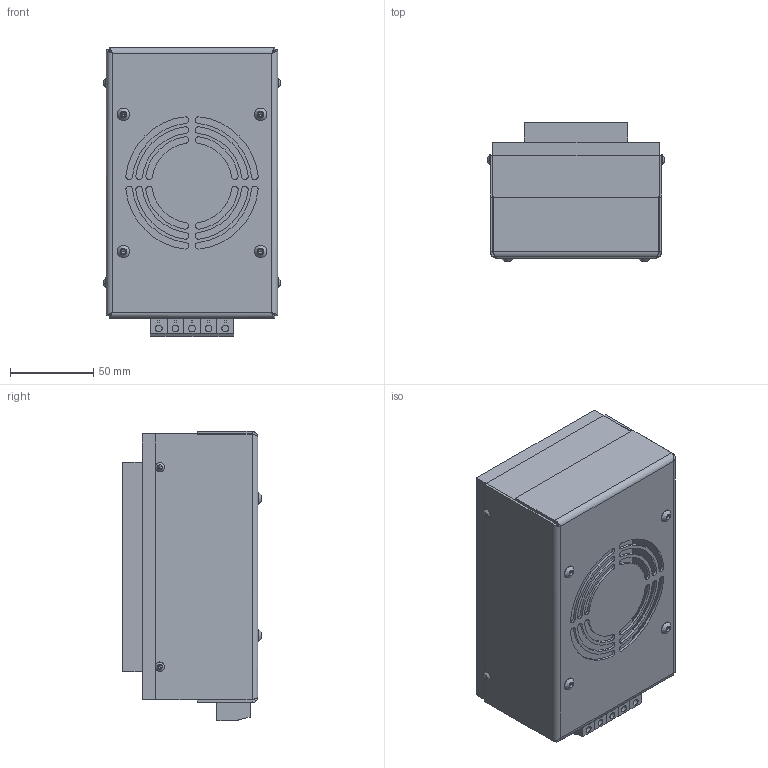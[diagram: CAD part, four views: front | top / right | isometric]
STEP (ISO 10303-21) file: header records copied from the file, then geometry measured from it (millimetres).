
FILE_DESCRIPTION (( 'STEP AP214' ), '1' );
FILE_NAME ('Kühlaggregat 70W_S2AH.STEP', '2016-11-15T15:17:02', ( '' ), ( '' ), 'SwSTEP 2.0', 'SolidWorks 2016', '' );
FILE_SCHEMA (( 'AUTOMOTIVE_DESIGN' ));
Length unit declared in the file: millimetre
Products named in the file (8): Surfaceplate_Hüllkurve; SK508_160_Hüllkurve; Haube_HS; Isolation_R_Hüllkurve; Flachkopfschraube mit ISK-ISO 7380 M3x8_Hüllkurve; Kühlaggregat 70W_S2AH; Anschlussklemme; ISO7380_M4x35-A2_Linsenkopfschraube_Hüllkurve
Assembly tree (17 placements, depth 2):
  Kühlaggregat 70W_S2AH
    Isolation_R_Hüllkurve
    ISO7380_M4x35-A2_Linsenkopfschraube_Hüllkurve  x4
    Anschlussklemme  x5
    Flachkopfschraube mit ISK-ISO 7380 M3x8_Hüllkurve  x4
    Surfaceplate_Hüllkurve
    SK508_160_Hüllkurve
    Haube_HS
Bounding box: 106.3 x 83.7 x 173.9 mm (x, y, z)
Volume: 693532.3 mm3; surface area: 192808.7 mm2
Topology: 17 solids, 17 shells, 550 faces, 1319 edges, 842 vertices
Faces by surface type: plane 314, cylinder 196, bspline 24, cone 16
Entity records: 11566 total; most frequent: CARTESIAN_POINT 2062, DIRECTION 1379, ORIENTED_EDGE 1274, EDGE_CURVE 637, AXIS2_PLACEMENT_3D 503, VERTEX_POINT 410, VECTOR 373, LINE 373
